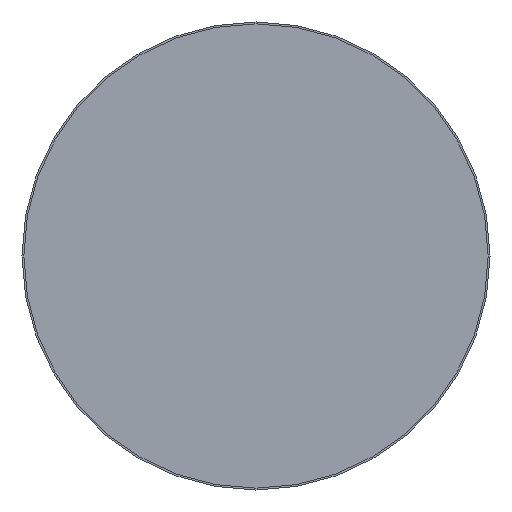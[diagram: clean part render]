
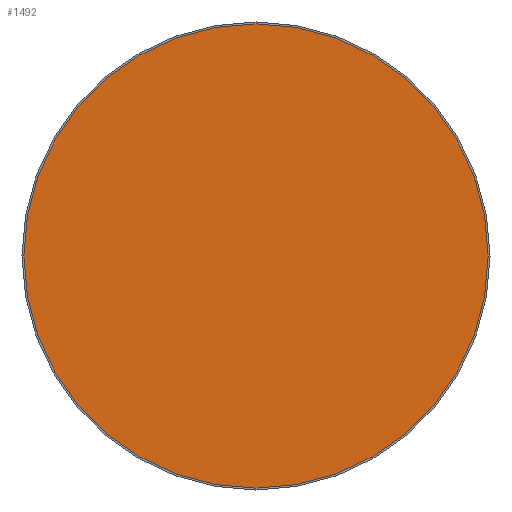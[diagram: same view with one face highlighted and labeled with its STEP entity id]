
A CAD part, front view. The second image highlights one B-rep face of the part: STEP entity #1492.
In plain terms, the highlighted planar face has unit normal (0, -1, 0).
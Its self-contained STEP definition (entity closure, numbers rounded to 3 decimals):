
#140 = EDGE_CURVE ( 'NONE', #975, #1054, #775, .T. ) ;
#163 = CARTESIAN_POINT ( 'NONE',  ( 0., 0., 0. ) ) ;
#169 = AXIS2_PLACEMENT_3D ( 'NONE', #1707, #238, #1683 ) ;
#225 = AXIS2_PLACEMENT_3D ( 'NONE', #163, #1052, #1067 ) ;
#238 = DIRECTION ( 'NONE',  ( 0., -1., 0. ) ) ;
#309 = CIRCLE ( 'NONE', #169, 24.8 ) ;
#351 = CARTESIAN_POINT ( 'NONE',  ( 24.8, 0., 0. ) ) ;
#375 = DIRECTION ( 'NONE',  ( -1., 0., 0. ) ) ;
#489 = CARTESIAN_POINT ( 'NONE',  ( 0., 0., 0. ) ) ;
#619 = CARTESIAN_POINT ( 'NONE',  ( -24.8, 0., 0. ) ) ;
#705 = EDGE_CURVE ( 'NONE', #1054, #975, #309, .T. ) ;
#775 = CIRCLE ( 'NONE', #225, 24.8 ) ;
#887 = DIRECTION ( 'NONE',  ( 0., 1., 0. ) ) ;
#975 = VERTEX_POINT ( 'NONE', #619 ) ;
#1052 = DIRECTION ( 'NONE',  ( 0., -1., 0. ) ) ;
#1054 = VERTEX_POINT ( 'NONE', #351 ) ;
#1067 = DIRECTION ( 'NONE',  ( 1., 0., 0. ) ) ;
#1144 = ORIENTED_EDGE ( 'NONE', *, *, #140, .T. ) ;
#1149 = FACE_OUTER_BOUND ( 'NONE', #1563, .T. ) ;
#1358 = ORIENTED_EDGE ( 'NONE', *, *, #705, .T. ) ;
#1492 = ADVANCED_FACE ( 'NONE', ( #1149 ), #1678, .F. ) ;
#1563 = EDGE_LOOP ( 'NONE', ( #1358, #1144 ) ) ;
#1615 = AXIS2_PLACEMENT_3D ( 'NONE', #489, #887, #375 ) ;
#1678 = PLANE ( 'NONE',  #1615 ) ;
#1683 = DIRECTION ( 'NONE',  ( 1., 0., 0. ) ) ;
#1707 = CARTESIAN_POINT ( 'NONE',  ( 0., 0., 0. ) ) ;
